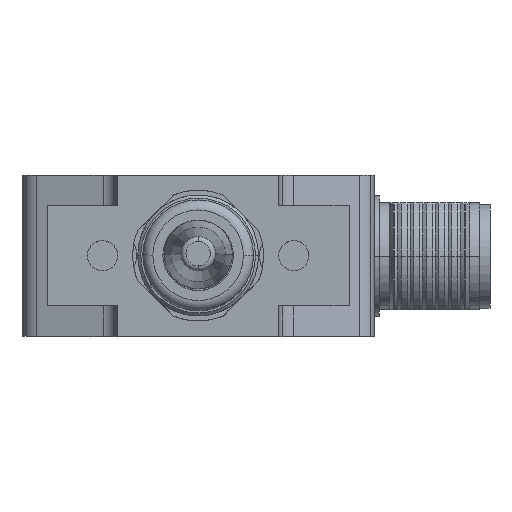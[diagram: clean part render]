
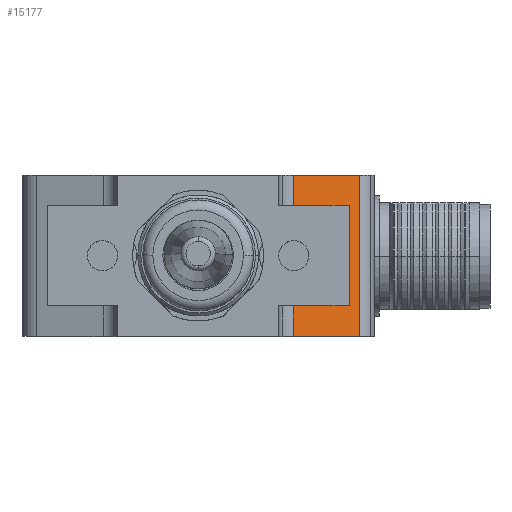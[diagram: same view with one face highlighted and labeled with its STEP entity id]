
A CAD part, top view. The second image highlights one B-rep face of the part: STEP entity #15177.
In plain terms, the highlighted planar face has unit normal (0.278, 0, 0.961).
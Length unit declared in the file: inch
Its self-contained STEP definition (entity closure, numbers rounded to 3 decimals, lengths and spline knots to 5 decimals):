
#12 = DIRECTION ( 'NONE',  ( 0., 1., 0. ) ) ;
#27 = VECTOR ( 'NONE', #16240, 39.37008 ) ;
#179 = FACE_OUTER_BOUND ( 'NONE', #16645, .T. ) ;
#345 = EDGE_CURVE ( 'NONE', #12620, #12151, #1639, .T. ) ;
#796 = EDGE_CURVE ( 'NONE', #7076, #3026, #2063, .T. ) ;
#1108 = VERTEX_POINT ( 'NONE', #1616 ) ;
#1317 = VERTEX_POINT ( 'NONE', #14582 ) ;
#1359 = VERTEX_POINT ( 'NONE', #14640 ) ;
#1553 = EDGE_CURVE ( 'NONE', #12151, #3026, #10464, .T. ) ;
#1616 = CARTESIAN_POINT ( 'NONE',  ( 0.63213, -0.62992, 0.18378 ) ) ;
#1639 = LINE ( 'NONE', #10811, #11645 ) ;
#2063 = LINE ( 'NONE', #12574, #11176 ) ;
#2243 = ORIENTED_EDGE ( 'NONE', *, *, #17148, .F. ) ;
#2728 = VECTOR ( 'NONE', #8355, 39.37008 ) ;
#3026 = VERTEX_POINT ( 'NONE', #3981 ) ;
#3252 = ORIENTED_EDGE ( 'NONE', *, *, #7248, .F. ) ;
#3262 = ORIENTED_EDGE ( 'NONE', *, *, #11880, .F. ) ;
#3981 = CARTESIAN_POINT ( 'NONE',  ( 0.37181, -0.51181, 0.25914 ) ) ;
#4621 = DIRECTION ( 'NONE',  ( 0., -1., 0. ) ) ;
#4873 = PLANE ( 'NONE',  #8741 ) ;
#4907 = ORIENTED_EDGE ( 'NONE', *, *, #345, .T. ) ;
#5036 = ORIENTED_EDGE ( 'NONE', *, *, #1553, .T. ) ;
#6143 = CARTESIAN_POINT ( 'NONE',  ( 0.37181, 0., 0.25914 ) ) ;
#6492 = LINE ( 'NONE', #11087, #2728 ) ;
#6818 = VECTOR ( 'NONE', #4621, 39.37008 ) ;
#6837 = DIRECTION ( 'NONE',  ( 0., 1., 0. ) ) ;
#7076 = VERTEX_POINT ( 'NONE', #15223 ) ;
#7248 = EDGE_CURVE ( 'NONE', #8483, #1317, #6492, .T. ) ;
#7552 = VECTOR ( 'NONE', #8427, 39.37008 ) ;
#7793 = LINE ( 'NONE', #14431, #7552 ) ;
#7894 = CARTESIAN_POINT ( 'NONE',  ( 0.59055, -0.11811, 0.19581 ) ) ;
#8017 = DIRECTION ( 'NONE',  ( 0., -1., 0. ) ) ;
#8176 = VECTOR ( 'NONE', #12, 39.37008 ) ;
#8352 = CARTESIAN_POINT ( 'NONE',  ( 0.63213, -0.62992, 0.18378 ) ) ;
#8353 = VECTOR ( 'NONE', #15478, 39.37008 ) ;
#8355 = DIRECTION ( 'NONE',  ( 0.961, 0., -0.278 ) ) ;
#8427 = DIRECTION ( 'NONE',  ( -0.961, 0., 0.278 ) ) ;
#8483 = VERTEX_POINT ( 'NONE', #6143 ) ;
#8741 = AXIS2_PLACEMENT_3D ( 'NONE', #11959, #12087, #14862 ) ;
#9243 = EDGE_CURVE ( 'NONE', #12620, #1359, #7793, .T. ) ;
#9439 = ORIENTED_EDGE ( 'NONE', *, *, #11646, .F. ) ;
#10418 = ORIENTED_EDGE ( 'NONE', *, *, #9243, .F. ) ;
#10464 = LINE ( 'NONE', #10667, #27 ) ;
#10667 = CARTESIAN_POINT ( 'NONE',  ( 0.59055, -0.51181, 0.19581 ) ) ;
#10811 = CARTESIAN_POINT ( 'NONE',  ( 0.59055, -0.11811, 0.19581 ) ) ;
#11087 = CARTESIAN_POINT ( 'NONE',  ( 0.37181, 0., 0.25914 ) ) ;
#11176 = VECTOR ( 'NONE', #6837, 39.37008 ) ;
#11239 = LINE ( 'NONE', #8352, #8353 ) ;
#11645 = VECTOR ( 'NONE', #8017, 39.37008 ) ;
#11646 = EDGE_CURVE ( 'NONE', #1359, #8483, #11960, .T. ) ;
#11880 = EDGE_CURVE ( 'NONE', #1317, #1108, #14435, .T. ) ;
#11959 = CARTESIAN_POINT ( 'NONE',  ( 0.50197, 0., 0.22146 ) ) ;
#11960 = LINE ( 'NONE', #12770, #8176 ) ;
#12087 = DIRECTION ( 'NONE',  ( 0.278, 0., 0.961 ) ) ;
#12151 = VERTEX_POINT ( 'NONE', #17614 ) ;
#12574 = CARTESIAN_POINT ( 'NONE',  ( 0.37181, -0.62992, 0.25914 ) ) ;
#12620 = VERTEX_POINT ( 'NONE', #7894 ) ;
#12770 = CARTESIAN_POINT ( 'NONE',  ( 0.37181, -0.11811, 0.25914 ) ) ;
#13624 = ORIENTED_EDGE ( 'NONE', *, *, #796, .F. ) ;
#14431 = CARTESIAN_POINT ( 'NONE',  ( 0.59055, -0.11811, 0.19581 ) ) ;
#14435 = LINE ( 'NONE', #17321, #6818 ) ;
#14582 = CARTESIAN_POINT ( 'NONE',  ( 0.63213, 0., 0.18378 ) ) ;
#14640 = CARTESIAN_POINT ( 'NONE',  ( 0.37181, -0.11811, 0.25914 ) ) ;
#14862 = DIRECTION ( 'NONE',  ( 0.961, 0., -0.278 ) ) ;
#15177 = ADVANCED_FACE ( 'NONE', ( #179 ), #4873, .T. ) ;
#15223 = CARTESIAN_POINT ( 'NONE',  ( 0.37181, -0.62992, 0.25914 ) ) ;
#15478 = DIRECTION ( 'NONE',  ( -0.961, 0., 0.278 ) ) ;
#16240 = DIRECTION ( 'NONE',  ( -0.961, 0., 0.278 ) ) ;
#16645 = EDGE_LOOP ( 'NONE', ( #9439, #10418, #4907, #5036, #13624, #2243, #3262, #3252 ) ) ;
#17148 = EDGE_CURVE ( 'NONE', #1108, #7076, #11239, .T. ) ;
#17321 = CARTESIAN_POINT ( 'NONE',  ( 0.63213, 0., 0.18378 ) ) ;
#17614 = CARTESIAN_POINT ( 'NONE',  ( 0.59055, -0.51181, 0.19581 ) ) ;
